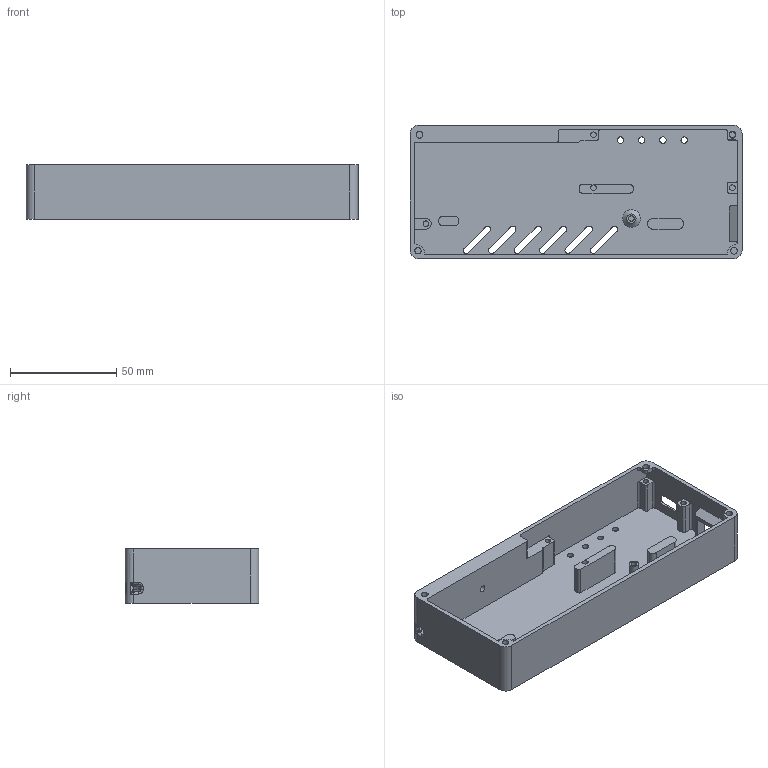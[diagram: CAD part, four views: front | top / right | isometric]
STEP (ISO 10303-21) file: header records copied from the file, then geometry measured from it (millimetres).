
FILE_DESCRIPTION(/* description */ (''),/* implementation_level */ '2;1');
FILE_NAME(/* name */ 'Korp_1.1.stp',/* time_stamp */ '2022-10-06T11:16:42+03:00',/* author */ ('radch'),/* organization */ (''),/* preprocessor_version */ 'ST-DEVELOPER v18.1',/* originating_system */ 'Autodesk Inventor 2021',/* authorisation */ '');
FILE_SCHEMA (('AUTOMOTIVE_DESIGN { 1 0 10303 214 3 1 1 }'));
Length unit declared in the file: millimetre
Products named in the file (1): Korp_1.1
Bounding box: 156.5 x 63 x 25.5 mm (x, y, z)
Volume: 53568.1 mm3; surface area: 43675.9 mm2
Topology: 1 solids, 1 shells, 197 faces, 550 edges, 371 vertices
Faces by surface type: plane 86, cylinder 83, torus 13, bspline 12, cone 3
Full cylindrical faces by diameter (mm): 2.7 x6, 3 x6, 3.2 x3, 4.3 x1
Entity records: 6893 total; most frequent: CARTESIAN_POINT 1648, DIRECTION 1091, ORIENTED_EDGE 1074, EDGE_CURVE 537, AXIS2_PLACEMENT_3D 396, VERTEX_POINT 355, LINE 299, VECTOR 299
